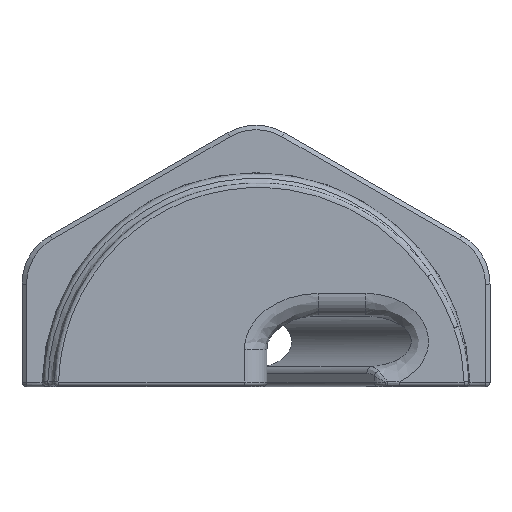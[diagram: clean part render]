
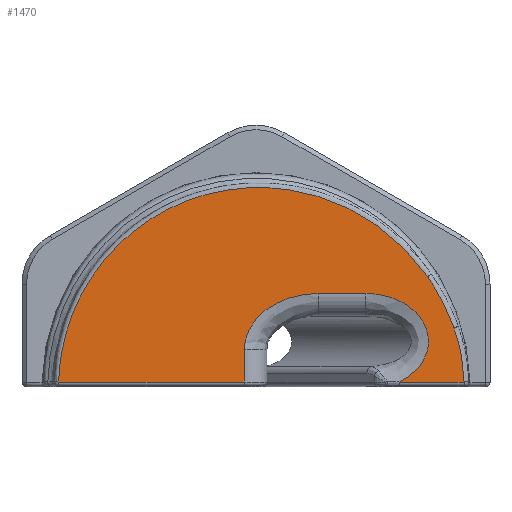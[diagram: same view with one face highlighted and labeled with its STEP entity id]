
A CAD part, top view. The second image highlights one B-rep face of the part: STEP entity #1470.
In plain terms, the highlighted planar face has unit normal (0, 0, 1).
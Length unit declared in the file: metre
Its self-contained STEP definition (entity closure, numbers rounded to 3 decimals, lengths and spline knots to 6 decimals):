
#76=ELLIPSE('',#1599,0.005548,0.00425);
#77=ELLIPSE('',#1600,0.006527,0.005);
#110=B_SPLINE_CURVE_WITH_KNOTS('',3,(#2194,#2195,#2196,#2197),
 .UNSPECIFIED.,.F.,.F.,(4,4),(0.017517,0.022443),
 .UNSPECIFIED.);
#111=B_SPLINE_CURVE_WITH_KNOTS('',3,(#2199,#2200,#2201,#2202),
 .UNSPECIFIED.,.F.,.F.,(4,4),(0.,0.00513),.UNSPECIFIED.);
#112=B_SPLINE_CURVE_WITH_KNOTS('',3,(#2204,#2205,#2206,#2207,#2208,#2209,
#2210,#2211,#2212,#2213,#2214,#2215,#2216,#2217,#2218,#2219),
 .UNSPECIFIED.,.F.,.F.,(4,1,1,1,1,1,1,1,1,1,1,1,1,4),(0.,
0.002815,0.005629,0.008444,0.011259,
0.016888,0.022517,0.028146,0.030961,
0.033776,0.03659,0.039405,0.04222,
0.045034),.UNSPECIFIED.);
#285=ORIENTED_EDGE('',*,*,#748,.T.);
#286=ORIENTED_EDGE('',*,*,#749,.T.);
#287=ORIENTED_EDGE('',*,*,#750,.T.);
#288=ORIENTED_EDGE('',*,*,#751,.T.);
#289=ORIENTED_EDGE('',*,*,#752,.T.);
#290=ORIENTED_EDGE('',*,*,#753,.T.);
#291=ORIENTED_EDGE('',*,*,#754,.T.);
#292=ORIENTED_EDGE('',*,*,#755,.T.);
#293=ORIENTED_EDGE('',*,*,#756,.T.);
#748=EDGE_CURVE('',#979,#980,#76,.F.);
#749=EDGE_CURVE('',#980,#981,#1093,.T.);
#750=EDGE_CURVE('',#981,#982,#110,.T.);
#751=EDGE_CURVE('',#982,#983,#111,.T.);
#752=EDGE_CURVE('',#983,#984,#112,.T.);
#753=EDGE_CURVE('',#984,#985,#1094,.T.);
#754=EDGE_CURVE('',#985,#986,#1095,.F.);
#755=EDGE_CURVE('',#986,#987,#77,.F.);
#756=EDGE_CURVE('',#987,#979,#1096,.F.);
#979=VERTEX_POINT('',#2190);
#980=VERTEX_POINT('',#2191);
#981=VERTEX_POINT('',#2193);
#982=VERTEX_POINT('',#2198);
#983=VERTEX_POINT('',#2203);
#984=VERTEX_POINT('',#2220);
#985=VERTEX_POINT('',#2222);
#986=VERTEX_POINT('',#2224);
#987=VERTEX_POINT('',#2226);
#1093=LINE('',#2192,#1175);
#1094=LINE('',#2221,#1176);
#1095=LINE('',#2223,#1177);
#1096=LINE('',#2227,#1178);
#1175=VECTOR('',#1779,1.);
#1176=VECTOR('',#1780,1.);
#1177=VECTOR('',#1781,1.);
#1178=VECTOR('',#1784,1.);
#1236=EDGE_LOOP('',(#285,#286,#287,#288,#289,#290,#291,#292,#293));
#1340=FACE_BOUND('',#1236,.T.);
#1443=PLANE('',#1598);
#1470=ADVANCED_FACE('',(#1340),#1443,.T.);
#1598=AXIS2_PLACEMENT_3D('',#2188,#1775,#1776);
#1599=AXIS2_PLACEMENT_3D('',#2189,#1777,#1778);
#1600=AXIS2_PLACEMENT_3D('',#2225,#1782,#1783);
#1775=DIRECTION('',(0.,0.,1.));
#1776=DIRECTION('',(0.866,-0.5,0.));
#1777=DIRECTION('',(0.,0.,1.));
#1778=DIRECTION('',(1.,0.,0.));
#1779=DIRECTION('',(1.,0.,0.));
#1780=DIRECTION('',(1.,0.,0.));
#1781=DIRECTION('',(0.,-1.,0.));
#1782=DIRECTION('',(0.,0.,1.));
#1783=DIRECTION('',(1.,0.,0.));
#1784=DIRECTION('',(-1.,0.,0.));
#2188=CARTESIAN_POINT('',(0.,0.,0.014));
#2189=CARTESIAN_POINT('',(0.009743,0.004,0.014));
#2190=CARTESIAN_POINT('',(0.009743,0.00825,0.014));
#2191=CARTESIAN_POINT('',(0.012692,0.0004,0.014));
#2192=CARTESIAN_POINT('',(0.,0.0004,0.014));
#2193=CARTESIAN_POINT('',(0.018452,0.0004,0.014));
#2194=CARTESIAN_POINT('',(0.018452,0.0004,0.014));
#2195=CARTESIAN_POINT('',(0.018391,0.002016,0.014));
#2196=CARTESIAN_POINT('',(0.018119,0.003651,0.014));
#2197=CARTESIAN_POINT('',(0.017555,0.005194,0.014));
#2198=CARTESIAN_POINT('',(0.017555,0.005194,0.014));
#2199=CARTESIAN_POINT('',(0.017555,0.005194,0.014));
#2200=CARTESIAN_POINT('',(0.016968,0.006802,0.014));
#2201=CARTESIAN_POINT('',(0.016189,0.008339,0.014));
#2202=CARTESIAN_POINT('',(0.015212,0.009744,0.014));
#2203=CARTESIAN_POINT('',(0.015212,0.009744,0.014));
#2204=CARTESIAN_POINT('',(0.015212,0.009744,0.014));
#2205=CARTESIAN_POINT('',(0.014671,0.01052,0.014));
#2206=CARTESIAN_POINT('',(0.013489,0.011976,0.014));
#2207=CARTESIAN_POINT('',(0.01138,0.013887,0.014));
#2208=CARTESIAN_POINT('',(0.009048,0.01543,0.014));
#2209=CARTESIAN_POINT('',(0.005612,0.017008,0.014));
#2210=CARTESIAN_POINT('',(0.000972,0.017927,0.014));
#2211=CARTESIAN_POINT('',(-0.004684,0.017263,0.014));
#2212=CARTESIAN_POINT('',(-0.008979,0.015278,0.014));
#2213=CARTESIAN_POINT('',(-0.011941,0.012925,0.014));
#2214=CARTESIAN_POINT('',(-0.01383,0.010863,0.014));
#2215=CARTESIAN_POINT('',(-0.015395,0.008483,0.014));
#2216=CARTESIAN_POINT('',(-0.016541,0.005938,0.014));
#2217=CARTESIAN_POINT('',(-0.017285,0.003187,0.014));
#2218=CARTESIAN_POINT('',(-0.017479,0.001335,0.014));
#2219=CARTESIAN_POINT('',(-0.017503,0.0004,0.014));
#2220=CARTESIAN_POINT('',(-0.017503,0.0004,0.014));
#2221=CARTESIAN_POINT('',(0.,0.0004,0.014));
#2222=CARTESIAN_POINT('',(-0.001026,0.0004,0.014));
#2223=CARTESIAN_POINT('',(-0.001026,0.00325,0.014));
#2224=CARTESIAN_POINT('',(-0.001026,0.00325,0.014));
#2225=CARTESIAN_POINT('',(0.005501,0.00325,0.014));
#2226=CARTESIAN_POINT('',(0.005501,0.00825,0.014));
#2227=CARTESIAN_POINT('',(0.011422,0.00825,0.014));
